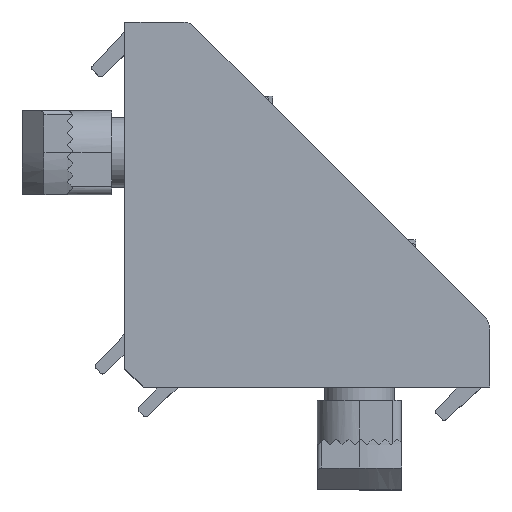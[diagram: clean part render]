
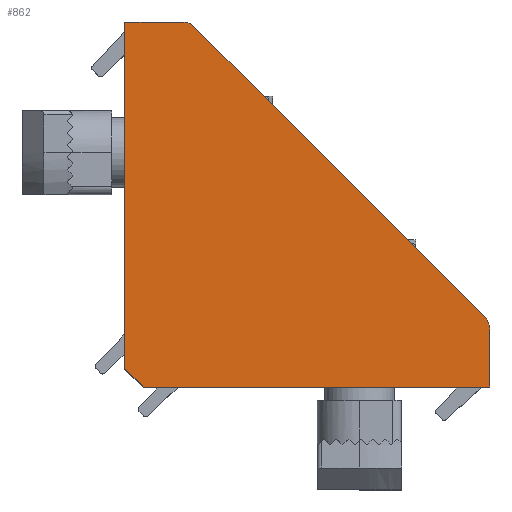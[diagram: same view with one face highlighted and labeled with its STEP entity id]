
A CAD part, top view. The second image highlights one B-rep face of the part: STEP entity #862.
In plain terms, the highlighted planar face has unit normal (0, 0, 1).
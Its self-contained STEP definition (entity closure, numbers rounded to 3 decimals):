
#862=ADVANCED_FACE('',(#1263),#1264,.T.);
#1263=FACE_OUTER_BOUND('',#1859,.T.);
#1264=PLANE('',#1860);
#1859=EDGE_LOOP('',(#3124,#3125,#3126,#3127,#3128,#3129,#3130,#3131));
#1860=AXIS2_PLACEMENT_3D('',#3132,#3133,#3134);
#3124=ORIENTED_EDGE('',*,*,#4849,.T.);
#3125=ORIENTED_EDGE('',*,*,#4850,.T.);
#3126=ORIENTED_EDGE('',*,*,#4851,.T.);
#3127=ORIENTED_EDGE('',*,*,#4852,.T.);
#3128=ORIENTED_EDGE('',*,*,#4853,.T.);
#3129=ORIENTED_EDGE('',*,*,#4854,.T.);
#3130=ORIENTED_EDGE('',*,*,#4855,.T.);
#3131=ORIENTED_EDGE('',*,*,#4856,.T.);
#3132=CARTESIAN_POINT('',(40.0,6.669,21.441));
#3133=DIRECTION('',(0.0,0.0,1.0));
#3134=DIRECTION('',(1.0,0.0,0.0));
#4849=EDGE_CURVE('',#5838,#5839,#5840,.T.);
#4850=EDGE_CURVE('',#5839,#5841,#5842,.T.);
#4851=EDGE_CURVE('',#5841,#5843,#5844,.T.);
#4852=EDGE_CURVE('',#5843,#5845,#5846,.T.);
#4853=EDGE_CURVE('',#5845,#5847,#5848,.T.);
#4854=EDGE_CURVE('',#5847,#5849,#5850,.T.);
#4855=EDGE_CURVE('',#5849,#5851,#5852,.T.);
#4856=EDGE_CURVE('',#5851,#5838,#5853,.T.);
#5838=VERTEX_POINT('',#7395);
#5839=VERTEX_POINT('',#7396);
#5840=LINE('',#7397,#7398);
#5841=VERTEX_POINT('',#7399);
#5842=LINE('',#7400,#7401);
#5843=VERTEX_POINT('',#7402);
#5844=LINE('',#7403,#7404);
#5845=VERTEX_POINT('',#7405);
#5846=LINE('',#7406,#7407);
#5847=VERTEX_POINT('',#7408);
#5848=CIRCLE('',#7409,2.0);
#5849=VERTEX_POINT('',#7410);
#5850=LINE('',#7411,#7412);
#5851=VERTEX_POINT('',#7413);
#5852=CIRCLE('',#7414,2.);
#5853=LINE('',#7415,#7416);
#7395=CARTESIAN_POINT('',(0.0,42.0,21.441));
#7396=CARTESIAN_POINT('',(0.0,2.121,21.441));
#7397=CARTESIAN_POINT('',(0.0,42.0,21.441));
#7398=VECTOR('',#8890,1.0);
#7399=CARTESIAN_POINT('',(2.121,0.0,21.441));
#7400=CARTESIAN_POINT('',(0.0,2.121,21.441));
#7401=VECTOR('',#8891,1.0);
#7402=CARTESIAN_POINT('',(42.0,0.0,21.441));
#7403=CARTESIAN_POINT('',(2.121,0.0,21.441));
#7404=VECTOR('',#8892,1.0);
#7405=CARTESIAN_POINT('',(42.0,6.669,21.441));
#7406=CARTESIAN_POINT('',(42.0,0.0,21.441));
#7407=VECTOR('',#8893,1.0);
#7408=CARTESIAN_POINT('',(41.414,8.084,21.441));
#7409=AXIS2_PLACEMENT_3D('',#8894,#8895,#8896);
#7410=CARTESIAN_POINT('',(8.071,41.414,21.441));
#7411=CARTESIAN_POINT('',(41.414,8.084,21.441));
#7412=VECTOR('',#8897,1.0);
#7413=CARTESIAN_POINT('',(6.657,42.0,21.441));
#7414=AXIS2_PLACEMENT_3D('',#8898,#8899,#8900);
#7415=CARTESIAN_POINT('',(6.657,42.0,21.441));
#7416=VECTOR('',#8901,1.0);
#8890=DIRECTION('',(0.0,-1.0,0.0));
#8891=DIRECTION('',(0.707,-0.707,0.0));
#8892=DIRECTION('',(1.0,0.0,0.0));
#8893=DIRECTION('',(0.0,1.0,0.0));
#8894=CARTESIAN_POINT('',(40.0,6.669,21.441));
#8895=DIRECTION('',(0.0,0.0,1.0));
#8896=DIRECTION('',(1.0,0.0,0.0));
#8897=DIRECTION('',(-0.707,0.707,0.0));
#8898=CARTESIAN_POINT('',(6.657,40.0,21.441));
#8899=DIRECTION('',(0.0,0.0,1.0));
#8900=DIRECTION('',(1.0,0.0,0.0));
#8901=DIRECTION('',(-1.0,0.0,0.0));
